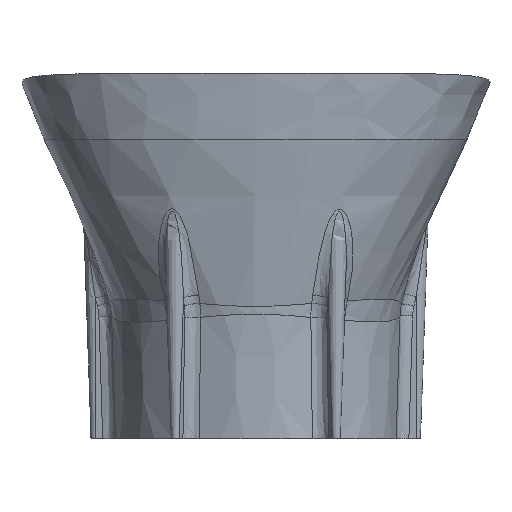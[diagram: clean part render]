
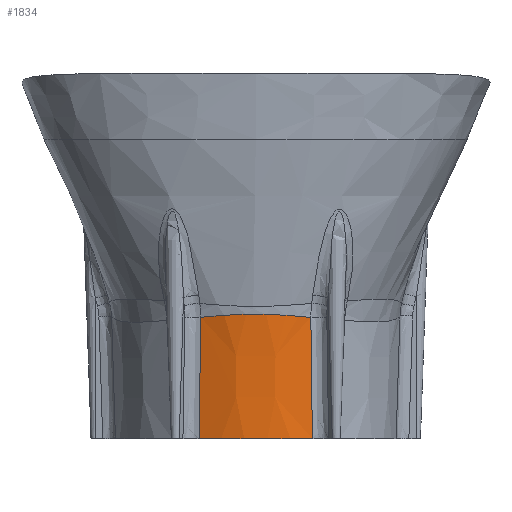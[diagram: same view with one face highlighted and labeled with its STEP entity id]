
A CAD part, front view. The second image highlights one B-rep face of the part: STEP entity #1834.
In plain terms, the highlighted conical face has half-angle 2 degrees and reference radius 33 mm.
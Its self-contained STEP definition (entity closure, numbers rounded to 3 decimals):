
#25=CONICAL_SURFACE('',#1961,33.,0.035);
#171=CIRCLE('',#1962,33.);
#270=FACE_OUTER_BOUND('',#381,.T.);
#381=EDGE_LOOP('',(#1583,#1584,#1585,#1586));
#431=B_SPLINE_CURVE_WITH_KNOTS('',3,(#3531,#3532,#3533,#3534),
 .UNSPECIFIED.,.F.,.F.,(4,4),(-3.136,-0.3),
 .UNSPECIFIED.);
#517=B_SPLINE_CURVE_WITH_KNOTS('',3,(#5636,#5637,#5638,#5639),
 .UNSPECIFIED.,.F.,.F.,(4,4),(-2.838,0.),.UNSPECIFIED.);
#564=B_SPLINE_CURVE_WITH_KNOTS('',3,(#7429,#7430,#7431,#7432,#7433,#7434,
#7435,#7436),.UNSPECIFIED.,.F.,.F.,(4,1,2,1,4),(-1.897,-1.748,
-1.525,-1.282,-1.121),.UNSPECIFIED.);
#705=VERTEX_POINT('',#3473);
#708=VERTEX_POINT('',#3529);
#791=VERTEX_POINT('',#5552);
#793=VERTEX_POINT('',#5583);
#906=EDGE_CURVE('',#708,#705,#431,.T.);
#1029=EDGE_CURVE('',#793,#791,#517,.T.);
#1112=EDGE_CURVE('',#791,#708,#564,.T.);
#1113=EDGE_CURVE('',#793,#705,#171,.T.);
#1583=ORIENTED_EDGE('',*,*,#906,.F.);
#1584=ORIENTED_EDGE('',*,*,#1112,.F.);
#1585=ORIENTED_EDGE('',*,*,#1029,.F.);
#1586=ORIENTED_EDGE('',*,*,#1113,.T.);
#1834=ADVANCED_FACE('',(#270),#25,.T.);
#1961=AXIS2_PLACEMENT_3D('',#7428,#2207,#2208);
#1962=AXIS2_PLACEMENT_3D('',#7437,#2209,#2210);
#2207=DIRECTION('center_axis',(0.,0.,1.));
#2208=DIRECTION('ref_axis',(1.,0.,0.));
#2209=DIRECTION('center_axis',(0.,0.,1.));
#2210=DIRECTION('ref_axis',(1.,0.,0.));
#3473=CARTESIAN_POINT('',(13.224,-30.235,0.));
#3529=CARTESIAN_POINT('',(12.87,-31.458,28.327));
#3531=CARTESIAN_POINT('Ctrl Pts',(12.87,-31.458,28.327));
#3532=CARTESIAN_POINT('Ctrl Pts',(12.99,-31.053,18.885));
#3533=CARTESIAN_POINT('Ctrl Pts',(13.108,-30.645,9.442));
#3534=CARTESIAN_POINT('Ctrl Pts',(13.224,-30.235,0.));
#5552=CARTESIAN_POINT('',(-12.87,-31.459,28.345));
#5583=CARTESIAN_POINT('',(-13.224,-30.235,0.));
#5636=CARTESIAN_POINT('Ctrl Pts',(-13.224,-30.235,0.));
#5637=CARTESIAN_POINT('Ctrl Pts',(-13.108,-30.645,9.448));
#5638=CARTESIAN_POINT('Ctrl Pts',(-12.99,-31.053,18.896));
#5639=CARTESIAN_POINT('Ctrl Pts',(-12.87,-31.459,28.345));
#7428=CARTESIAN_POINT('Origin',(0.,0.,0.));
#7429=CARTESIAN_POINT('Ctrl Pts',(-12.87,-31.459,28.345));
#7430=CARTESIAN_POINT('Ctrl Pts',(-11.313,-32.102,28.489));
#7431=CARTESIAN_POINT('Ctrl Pts',(-7.287,-33.421,28.851));
#7432=CARTESIAN_POINT('Ctrl Pts',(-3.099,-33.968,29.099));
#7433=CARTESIAN_POINT('Ctrl Pts',(2.172,-34.059,29.126));
#7434=CARTESIAN_POINT('Ctrl Pts',(6.766,-33.571,28.869));
#7435=CARTESIAN_POINT('Ctrl Pts',(11.177,-32.157,28.481));
#7436=CARTESIAN_POINT('Ctrl Pts',(12.87,-31.458,28.327));
#7437=CARTESIAN_POINT('Origin',(0.,0.,0.));
